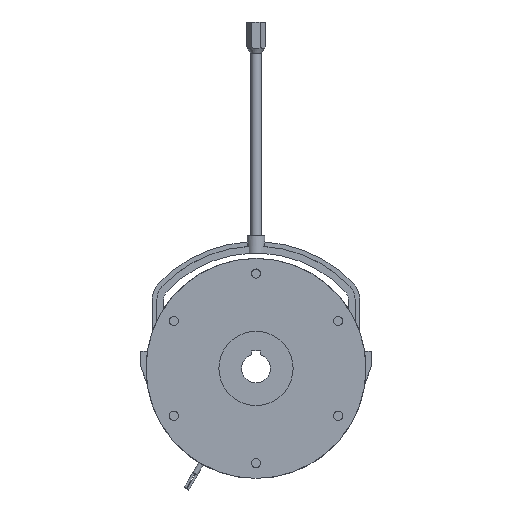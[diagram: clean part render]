
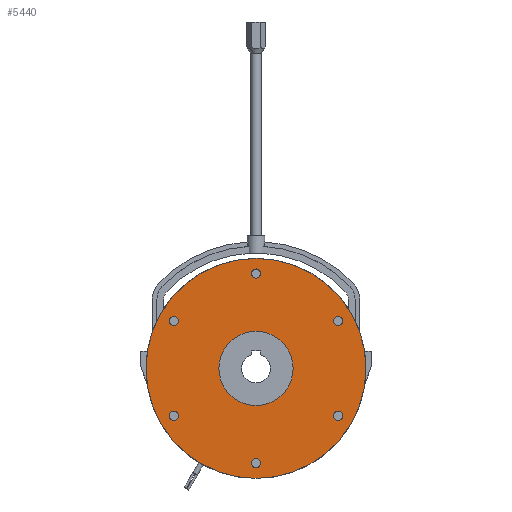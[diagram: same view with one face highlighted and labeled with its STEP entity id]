
A CAD part, left-side view. The second image highlights one B-rep face of the part: STEP entity #5440.
In plain terms, the highlighted planar face has unit normal (-1, 0, 0).
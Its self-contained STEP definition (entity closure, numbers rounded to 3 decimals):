
#5042=CARTESIAN_POINT('POINT309',(0.,0.,
   -45.));
#5043=VERTEX_POINT('VERTEX309',#5042);
#5050=CARTESIAN_POINT('POINT310',(0.,
   0.,45.));
#5051=VERTEX_POINT('VERTEX310',#5050);
#5052=CARTESIAN_POINT('POS488',(0.,0.,0.));
#5053=DIRECTION('DIR706',(1.,0.,0.));
#5054=DIRECTION('DIR707',(0.,0.,-1.));
#5055=AXIS2_PLACEMENT_3D('AXIS219',#5052,#5053,#5054);
#5056=CIRCLE('ELLIPSE83',#5055,45.);
#5057=EDGE_CURVE('EDGE478',#5051,#5043,#5056,.T.);
#5077=EDGE_CURVE('EDGE480',#5043,#5051,#5056,.T.);
#5082=CARTESIAN_POINT('POINT311',(0.,
   -96.843,62.263));
#5083=VERTEX_POINT('VERTEX311',#5082);
#5090=CARTESIAN_POINT('POINT312',(0.,
   -102.343,52.737));
#5091=VERTEX_POINT('VERTEX312',#5090);
#5092=CARTESIAN_POINT('POS492',(0.,
   -99.593,57.5));
#5093=DIRECTION('DIR712',(1.,0.,
   0.));
#5094=DIRECTION('DIR713',(0.,0.5,
   0.866));
#5095=AXIS2_PLACEMENT_3D('AXIS221',#5092,#5093,#5094);
#5096=CIRCLE('ELLIPSE84',#5095,5.5);
#5097=EDGE_CURVE('EDGE482',#5091,#5083,#5096,.T.);
#5117=EDGE_CURVE('EDGE484',#5083,#5091,#5096,.T.);
#5122=CARTESIAN_POINT('POINT313',(0.,
   -5.5,-115.));
#5123=VERTEX_POINT('VERTEX313',#5122);
#5130=CARTESIAN_POINT('POINT314',(0.,
   5.5,-115.));
#5131=VERTEX_POINT('VERTEX314',#5130);
#5132=CARTESIAN_POINT('POS496',(0.,
   0.,-115.));
#5133=DIRECTION('DIR718',(1.,0.,
   0.));
#5134=DIRECTION('DIR719',(0.,-1.,0.));
#5135=AXIS2_PLACEMENT_3D('AXIS223',#5132,#5133,#5134);
#5136=CIRCLE('ELLIPSE85',#5135,5.5);
#5137=EDGE_CURVE('EDGE486',#5131,#5123,#5136,.T.);
#5157=EDGE_CURVE('EDGE488',#5123,#5131,#5136,.T.);
#5162=CARTESIAN_POINT('POINT315',(0.,
   102.343,52.737));
#5163=VERTEX_POINT('VERTEX315',#5162);
#5170=CARTESIAN_POINT('POINT316',(0.,
   96.843,62.263));
#5171=VERTEX_POINT('VERTEX316',#5170);
#5172=CARTESIAN_POINT('POS500',(0.,
   99.593,57.5));
#5173=DIRECTION('DIR724',(1.,0.,
   0.));
#5174=DIRECTION('DIR725',(0.,0.5,
   -0.866));
#5175=AXIS2_PLACEMENT_3D('AXIS225',#5172,#5173,#5174);
#5176=CIRCLE('ELLIPSE86',#5175,5.5);
#5177=EDGE_CURVE('EDGE490',#5171,#5163,#5176,.T.);
#5197=EDGE_CURVE('EDGE492',#5163,#5171,#5176,.T.);
#5202=CARTESIAN_POINT('POINT317',(0.,0.,
   109.406));
#5203=VERTEX_POINT('VERTEX317',#5202);
#5210=CARTESIAN_POINT('POINT318',(0.,
   0.,120.594));
#5211=VERTEX_POINT('VERTEX318',#5210);
#5212=CARTESIAN_POINT('POS504',(0.,0.,
   115.));
#5213=DIRECTION('DIR730',(1.,0.,0.));
#5214=DIRECTION('DIR731',(0.,0.,-1.));
#5215=AXIS2_PLACEMENT_3D('AXIS227',#5212,#5213,#5214);
#5216=CIRCLE('ELLIPSE87',#5215,5.594);
#5217=EDGE_CURVE('EDGE494',#5211,#5203,#5216,.T.);
#5237=EDGE_CURVE('EDGE496',#5203,#5211,#5216,.T.);
#5242=CARTESIAN_POINT('POINT319',(0.,
   -94.748,-54.703));
#5243=VERTEX_POINT('VERTEX319',#5242);
#5250=CARTESIAN_POINT('POINT320',(0.,
   -104.438,-60.297));
#5251=VERTEX_POINT('VERTEX320',#5250);
#5252=CARTESIAN_POINT('POS508',(0.,
   -99.593,-57.5));
#5253=DIRECTION('DIR736',(1.,0.,
   0.));
#5254=DIRECTION('DIR737',(0.,0.866,
   0.5));
#5255=AXIS2_PLACEMENT_3D('AXIS229',#5252,#5253,#5254);
#5256=CIRCLE('ELLIPSE88',#5255,5.594);
#5257=EDGE_CURVE('EDGE498',#5251,#5243,#5256,.T.);
#5277=EDGE_CURVE('EDGE500',#5243,#5251,#5256,.T.);
#5282=CARTESIAN_POINT('POINT321',(0.,
   94.748,-54.703));
#5283=VERTEX_POINT('VERTEX321',#5282);
#5290=CARTESIAN_POINT('POINT322',(0.,
   104.438,-60.297));
#5291=VERTEX_POINT('VERTEX322',#5290);
#5292=CARTESIAN_POINT('POS512',(0.,
   99.593,-57.5));
#5293=DIRECTION('DIR742',(1.,0.,
   0.));
#5294=DIRECTION('DIR743',(0.,-0.866,
   0.5));
#5295=AXIS2_PLACEMENT_3D('AXIS231',#5292,#5293,#5294);
#5296=CIRCLE('ELLIPSE89',#5295,5.594);
#5297=EDGE_CURVE('EDGE502',#5291,#5283,#5296,.T.);
#5317=EDGE_CURVE('EDGE504',#5283,#5291,#5296,.T.);
#5392=ORIENTED_EDGE('COEDGE1001',*,*,#5317,.T.);
#5393=ORIENTED_EDGE('COEDGE1002',*,*,#5297,.T.);
#5394=EDGE_LOOP('NONE',(#5392,#5393));
#5395=FACE_BOUND('LOOP1',#5394,.T.);
#5396=ORIENTED_EDGE('COEDGE1003',*,*,#5277,.T.);
#5397=ORIENTED_EDGE('COEDGE1004',*,*,#5257,.T.);
#5398=EDGE_LOOP('NONE',(#5396,#5397));
#5399=FACE_BOUND('LOOP1',#5398,.T.);
#5400=ORIENTED_EDGE('COEDGE1005',*,*,#5237,.T.);
#5401=ORIENTED_EDGE('COEDGE1006',*,*,#5217,.T.);
#5402=EDGE_LOOP('NONE',(#5400,#5401));
#5403=FACE_BOUND('LOOP1',#5402,.T.);
#5404=ORIENTED_EDGE('COEDGE1007',*,*,#5197,.T.);
#5405=ORIENTED_EDGE('COEDGE1008',*,*,#5177,.T.);
#5406=EDGE_LOOP('NONE',(#5404,#5405));
#5407=FACE_BOUND('LOOP1',#5406,.T.);
#5408=ORIENTED_EDGE('COEDGE1009',*,*,#5157,.T.);
#5409=ORIENTED_EDGE('COEDGE1010',*,*,#5137,.T.);
#5410=EDGE_LOOP('NONE',(#5408,#5409));
#5411=FACE_BOUND('LOOP1',#5410,.T.);
#5412=ORIENTED_EDGE('COEDGE1011',*,*,#5117,.T.);
#5413=ORIENTED_EDGE('COEDGE1012',*,*,#5097,.T.);
#5414=EDGE_LOOP('NONE',(#5412,#5413));
#5415=FACE_BOUND('LOOP1',#5414,.T.);
#5416=ORIENTED_EDGE('COEDGE1013',*,*,#5077,.T.);
#5417=ORIENTED_EDGE('COEDGE1014',*,*,#5057,.T.);
#5418=EDGE_LOOP('NONE',(#5416,#5417));
#5419=FACE_BOUND('LOOP1',#5418,.T.);
#5420=CARTESIAN_POINT('POINT325',(0.,0.,
   -133.35));
#5421=VERTEX_POINT('VERTEX325',#5420);
#5422=CARTESIAN_POINT('POINT326',(0.,
   0.,133.35));
#5423=VERTEX_POINT('VERTEX326',#5422);
#5424=CARTESIAN_POINT('POS519',(0.,0.,0.));
#5425=DIRECTION('DIR755',(-1.,0.,0.));
#5426=DIRECTION('DIR756',(0.,0.,-1.));
#5427=AXIS2_PLACEMENT_3D('AXIS237',#5424,#5425,#5426);
#5428=CIRCLE('ELLIPSE91',#5427,133.35);
#5429=EDGE_CURVE('EDGE511',#5421,#5423,#5428,.T.);
#5430=ORIENTED_EDGE('COEDGE1015',*,*,#5429,.T.);
#5431=EDGE_CURVE('EDGE512',#5423,#5421,#5428,.T.);
#5432=ORIENTED_EDGE('COEDGE1016',*,*,#5431,.T.);
#5433=EDGE_LOOP('NONE',(#5430,#5432));
#5434=FACE_BOUND('LOOP1',#5433,.T.);
#5435=CARTESIAN_POINT('POS520',(0.,0.,0.));
#5436=DIRECTION('DIR757',(-1.,0.,0.));
#5437=DIRECTION('DIR758',(0.,1.,0.));
#5438=AXIS2_PLACEMENT_3D('AXIS238',#5435,#5436,#5437);
#5439=PLANE('PLANE106',#5438);
#5440=ADVANCED_FACE('FACE204',(#5395,#5399,#5403,#5407,#5411,#5415,#5419
   ,#5434),#5439,.T.);
